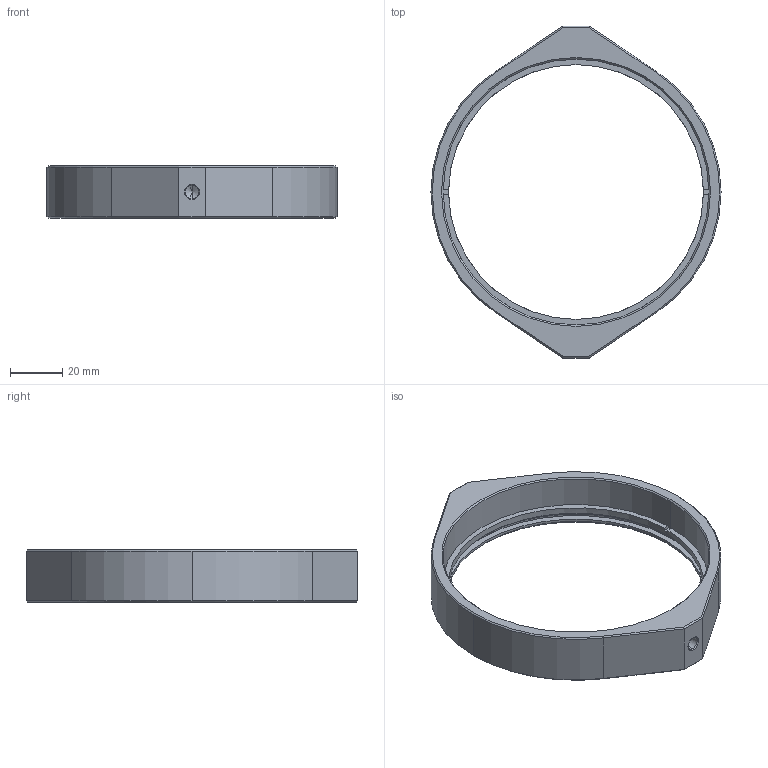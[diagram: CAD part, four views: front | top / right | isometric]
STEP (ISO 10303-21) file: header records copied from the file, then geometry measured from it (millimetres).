
FILE_DESCRIPTION (( 'STEP AP203' ), '1' );
FILE_NAME ('Web Model 18704_18704.step', '2021-12-23T17:13:04', ( '' ), ( '' ), 'SwSTEP 2.0', 'SolidWorks 2018', '' );
FILE_SCHEMA (( 'CONFIG_CONTROL_DESIGN' ));
Length unit declared in the file: millimetre
Products named in the file (1): Web Model 18704_18704
Bounding box: 111 x 127 x 20 mm (x, y, z)
Volume: 41998.4 mm3; surface area: 21869.2 mm2
Topology: 2 solids, 2 shells, 70 faces, 164 edges, 97 vertices
Faces by surface type: plane 31, cone 22, cylinder 17
Entity records: 2040 total; most frequent: DIRECTION 359, CARTESIAN_POINT 340, ORIENTED_EDGE 320, EDGE_CURVE 160, AXIS2_PLACEMENT_3D 132, VERTEX_POINT 97, LINE 95, VECTOR 95
